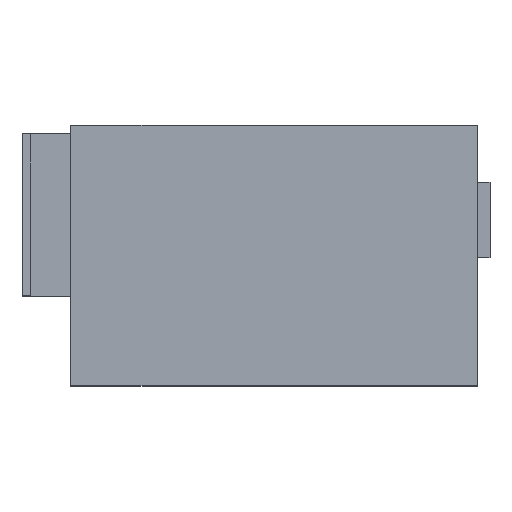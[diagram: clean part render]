
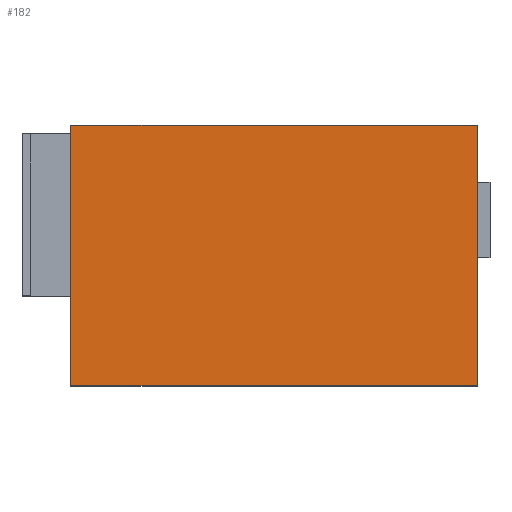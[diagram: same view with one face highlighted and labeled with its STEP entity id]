
A CAD part, top view. The second image highlights one B-rep face of the part: STEP entity #182.
In plain terms, the highlighted planar face has unit normal (0, 0, 1).
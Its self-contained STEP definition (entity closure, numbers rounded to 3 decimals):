
#182=ADVANCED_FACE('',(#454),#455,.T.);
#454=FACE_OUTER_BOUND('',#830,.T.);
#455=PLANE('',#831);
#830=EDGE_LOOP('',(#1300,#1301,#1302,#1303));
#831=AXIS2_PLACEMENT_3D('',#1304,#1305,#1306);
#1300=ORIENTED_EDGE('',*,*,#2337,.T.);
#1301=ORIENTED_EDGE('',*,*,#2338,.T.);
#1302=ORIENTED_EDGE('',*,*,#2339,.T.);
#1303=ORIENTED_EDGE('',*,*,#2340,.T.);
#1304=CARTESIAN_POINT('',(635.0,406.4,698.5));
#1305=DIRECTION('',(0.0,0.0,1.0));
#1306=DIRECTION('',(1.0,0.0,0.0));
#2337=EDGE_CURVE('',#2825,#2826,#2827,.T.);
#2338=EDGE_CURVE('',#2826,#2828,#2829,.T.);
#2339=EDGE_CURVE('',#2828,#2830,#2831,.T.);
#2340=EDGE_CURVE('',#2830,#2825,#2832,.T.);
#2825=VERTEX_POINT('',#3527);
#2826=VERTEX_POINT('',#3528);
#2827=LINE('',#3529,#3530);
#2828=VERTEX_POINT('',#3531);
#2829=LINE('',#3532,#3533);
#2830=VERTEX_POINT('',#3534);
#2831=LINE('',#3535,#3536);
#2832=LINE('',#3537,#3538);
#3527=CARTESIAN_POINT('',(1270.0,0.0,698.5));
#3528=CARTESIAN_POINT('',(1270.0,812.8,698.5));
#3529=CARTESIAN_POINT('',(1270.0,406.4,698.5));
#3530=VECTOR('',#4396,25.4);
#3531=CARTESIAN_POINT('',(0.0,812.8,698.5));
#3532=CARTESIAN_POINT('',(635.0,812.8,698.5));
#3533=VECTOR('',#4397,25.4);
#3534=CARTESIAN_POINT('',(0.0,0.0,698.5));
#3535=CARTESIAN_POINT('',(0.0,406.4,698.5));
#3536=VECTOR('',#4398,25.4);
#3537=CARTESIAN_POINT('',(635.0,0.0,698.5));
#3538=VECTOR('',#4399,25.4);
#4396=DIRECTION('',(0.0,1.0,0.0));
#4397=DIRECTION('',(-1.0,0.0,0.0));
#4398=DIRECTION('',(0.0,-1.0,0.0));
#4399=DIRECTION('',(1.0,0.0,0.0));
